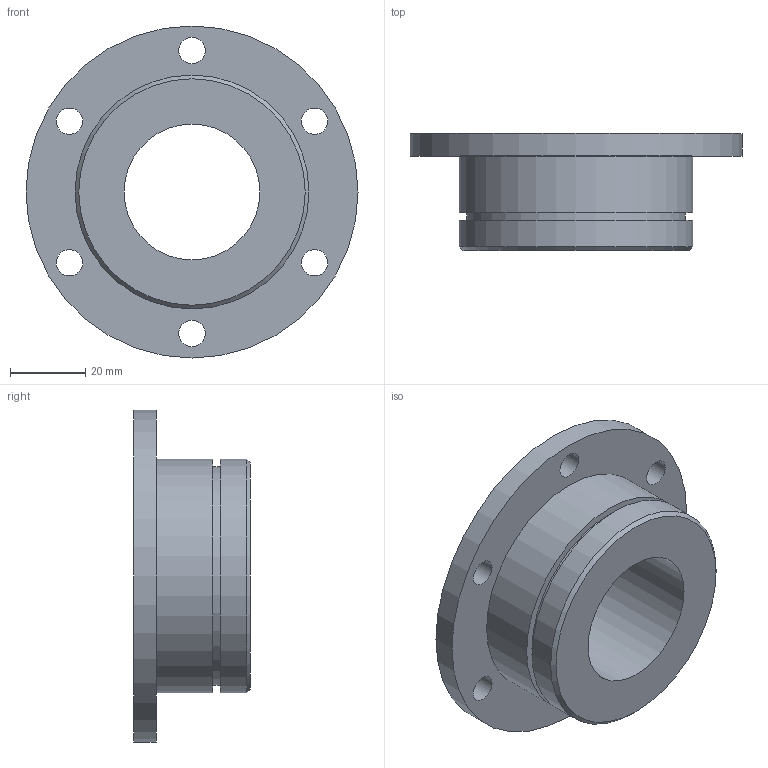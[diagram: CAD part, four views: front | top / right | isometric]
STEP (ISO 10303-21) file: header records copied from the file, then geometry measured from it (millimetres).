
FILE_DESCRIPTION(/* description */ (' '),/* implementation_level */ '2;1');
FILE_NAME(/* name */ 'io1-ug',/* time_stamp */ '1999-10-25T13:52:49-05:00',/* author */ (' '),/* organization */ (' '),/* preprocessor_version */ 'ST-DEVELOPER v7',/* originating_system */ 'UNIGRAPHICS SOLUTIONS - UNIGRAPHICS 16.0',/* authorisation */ ' ');
FILE_SCHEMA (('AUTOMOTIVE_DESIGN_CC2 { 1 2 10303 214 -1 1 5 1 }'));
Length unit declared in the file: millimetre
Products named in the file (1): io1-ug
Bounding box: 88 x 31 x 88 mm (x, y, z)
Volume: 78179.6 mm3; surface area: 21106.1 mm2
Topology: 1 solids, 1 shells, 17 faces, 40 edges, 28 vertices
Faces by surface type: cylinder 11, plane 5, cone 1
Full cylindrical faces by diameter (mm): 7 x6, 36 x1, 58 x1, 62 x2, 88 x1
Entity records: 466 total; most frequent: DIRECTION 82, CARTESIAN_POINT 64, FACE_BOUND 46, EDGE_LOOP 46, ORIENTED_EDGE 46, AXIS2_PLACEMENT_3D 41, VERTEX_POINT 23, EDGE_CURVE 23
